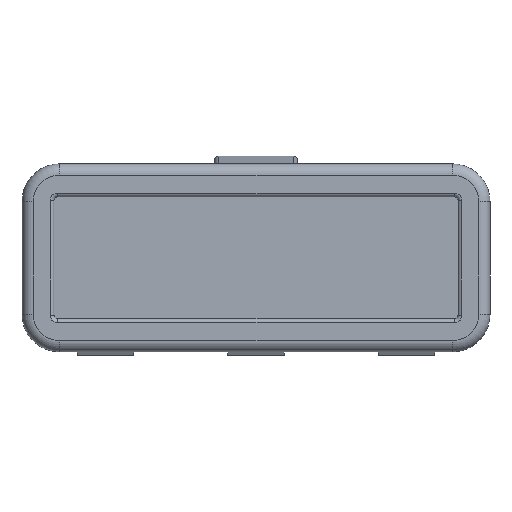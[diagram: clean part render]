
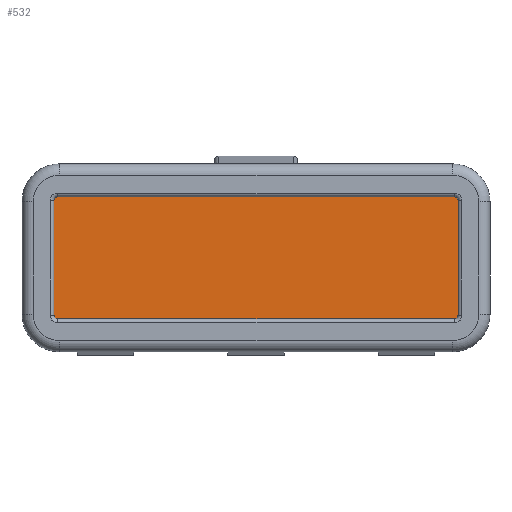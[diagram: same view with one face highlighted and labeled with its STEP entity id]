
A CAD part, front view. The second image highlights one B-rep face of the part: STEP entity #532.
In plain terms, the highlighted planar face has unit normal (0, -1, 0).
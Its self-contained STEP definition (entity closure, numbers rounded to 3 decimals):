
#41 = DIRECTION ( 'NONE',  ( 0., 0., -1. ) ) ;
#53 = ORIENTED_EDGE ( 'NONE', *, *, #3772, .T. ) ;
#68 = CARTESIAN_POINT ( 'NONE',  ( -52.75, 1., -15.25 ) ) ;
#97 = CIRCLE ( 'NONE', #1848, 1. ) ;
#153 = LINE ( 'NONE', #1242, #853 ) ;
#159 = EDGE_CURVE ( 'NONE', #2695, #1055, #523, .T. ) ;
#162 = VECTOR ( 'NONE', #1957, 1000. ) ;
#213 = DIRECTION ( 'NONE',  ( 1., 0., 0. ) ) ;
#235 = AXIS2_PLACEMENT_3D ( 'NONE', #3185, #823, #41 ) ;
#251 = VERTEX_POINT ( 'NONE', #4001 ) ;
#280 = DIRECTION ( 'NONE',  ( 0., 0., -1. ) ) ;
#523 = LINE ( 'NONE', #4020, #1059 ) ;
#528 = CARTESIAN_POINT ( 'NONE',  ( 52.75, 1., -16.25 ) ) ;
#532 = ADVANCED_FACE ( 'NONE', ( #3604 ), #1455, .T. ) ;
#563 = LINE ( 'NONE', #2613, #162 ) ;
#591 = EDGE_CURVE ( 'NONE', #1860, #2695, #97, .T. ) ;
#611 = DIRECTION ( 'NONE',  ( 0., -1., 0. ) ) ;
#656 = VERTEX_POINT ( 'NONE', #855 ) ;
#773 = ORIENTED_EDGE ( 'NONE', *, *, #3790, .T. ) ;
#823 = DIRECTION ( 'NONE',  ( 0., -1., 0. ) ) ;
#853 = VECTOR ( 'NONE', #2271, 1000. ) ;
#855 = CARTESIAN_POINT ( 'NONE',  ( -52.75, 1., 16.25 ) ) ;
#896 = CIRCLE ( 'NONE', #1759, 1. ) ;
#1055 = VERTEX_POINT ( 'NONE', #528 ) ;
#1059 = VECTOR ( 'NONE', #213, 1000. ) ;
#1203 = VERTEX_POINT ( 'NONE', #2496 ) ;
#1242 = CARTESIAN_POINT ( 'NONE',  ( -53.75, 1., 16.25 ) ) ;
#1251 = LINE ( 'NONE', #3718, #2158 ) ;
#1300 = CARTESIAN_POINT ( 'NONE',  ( -52.75, 1., 15.25 ) ) ;
#1354 = CARTESIAN_POINT ( 'NONE',  ( -53.75, 1., -15.25 ) ) ;
#1394 = ORIENTED_EDGE ( 'NONE', *, *, #3299, .T. ) ;
#1455 = PLANE ( 'NONE',  #235 ) ;
#1481 = AXIS2_PLACEMENT_3D ( 'NONE', #1300, #4109, #3037 ) ;
#1654 = DIRECTION ( 'NONE',  ( 0., 0., -1. ) ) ;
#1759 = AXIS2_PLACEMENT_3D ( 'NONE', #3699, #2760, #3352 ) ;
#1843 = CIRCLE ( 'NONE', #1481, 1. ) ;
#1848 = AXIS2_PLACEMENT_3D ( 'NONE', #68, #2957, #2888 ) ;
#1849 = EDGE_CURVE ( 'NONE', #251, #2861, #896, .T. ) ;
#1860 = VERTEX_POINT ( 'NONE', #1354 ) ;
#1957 = DIRECTION ( 'NONE',  ( 0., 0., 1. ) ) ;
#2041 = CARTESIAN_POINT ( 'NONE',  ( 53.75, 1., -15.25 ) ) ;
#2158 = VECTOR ( 'NONE', #1654, 1000. ) ;
#2271 = DIRECTION ( 'NONE',  ( -1., 0., 0. ) ) ;
#2365 = AXIS2_PLACEMENT_3D ( 'NONE', #2688, #611, #280 ) ;
#2366 = ORIENTED_EDGE ( 'NONE', *, *, #159, .T. ) ;
#2496 = CARTESIAN_POINT ( 'NONE',  ( -53.75, 1., 15.25 ) ) ;
#2508 = CARTESIAN_POINT ( 'NONE',  ( 52.75, 1., 16.25 ) ) ;
#2528 = ORIENTED_EDGE ( 'NONE', *, *, #2598, .T. ) ;
#2598 = EDGE_CURVE ( 'NONE', #656, #1203, #1843, .T. ) ;
#2613 = CARTESIAN_POINT ( 'NONE',  ( 53.75, 1., 16.25 ) ) ;
#2688 = CARTESIAN_POINT ( 'NONE',  ( 52.75, 1., -15.25 ) ) ;
#2695 = VERTEX_POINT ( 'NONE', #3186 ) ;
#2760 = DIRECTION ( 'NONE',  ( 0., -1., 0. ) ) ;
#2861 = VERTEX_POINT ( 'NONE', #2508 ) ;
#2888 = DIRECTION ( 'NONE',  ( 0., 0., -1. ) ) ;
#2957 = DIRECTION ( 'NONE',  ( 0., -1., 0. ) ) ;
#3037 = DIRECTION ( 'NONE',  ( 0., 0., -1. ) ) ;
#3049 = ORIENTED_EDGE ( 'NONE', *, *, #591, .T. ) ;
#3185 = CARTESIAN_POINT ( 'NONE',  ( 0., 1., 0. ) ) ;
#3186 = CARTESIAN_POINT ( 'NONE',  ( -52.75, 1., -16.25 ) ) ;
#3299 = EDGE_CURVE ( 'NONE', #4278, #251, #563, .T. ) ;
#3352 = DIRECTION ( 'NONE',  ( 0., 0., -1. ) ) ;
#3604 = FACE_OUTER_BOUND ( 'NONE', #3735, .T. ) ;
#3699 = CARTESIAN_POINT ( 'NONE',  ( 52.75, 1., 15.25 ) ) ;
#3718 = CARTESIAN_POINT ( 'NONE',  ( -53.75, 1., 16.25 ) ) ;
#3735 = EDGE_LOOP ( 'NONE', ( #773, #3049, #2366, #53, #1394, #4089, #4098, #2528 ) ) ;
#3772 = EDGE_CURVE ( 'NONE', #1055, #4278, #4117, .T. ) ;
#3790 = EDGE_CURVE ( 'NONE', #1203, #1860, #1251, .T. ) ;
#4001 = CARTESIAN_POINT ( 'NONE',  ( 53.75, 1., 15.25 ) ) ;
#4020 = CARTESIAN_POINT ( 'NONE',  ( -53.75, 1., -16.25 ) ) ;
#4089 = ORIENTED_EDGE ( 'NONE', *, *, #1849, .T. ) ;
#4098 = ORIENTED_EDGE ( 'NONE', *, *, #4404, .T. ) ;
#4109 = DIRECTION ( 'NONE',  ( 0., -1., 0. ) ) ;
#4117 = CIRCLE ( 'NONE', #2365, 1. ) ;
#4278 = VERTEX_POINT ( 'NONE', #2041 ) ;
#4404 = EDGE_CURVE ( 'NONE', #2861, #656, #153, .T. ) ;
